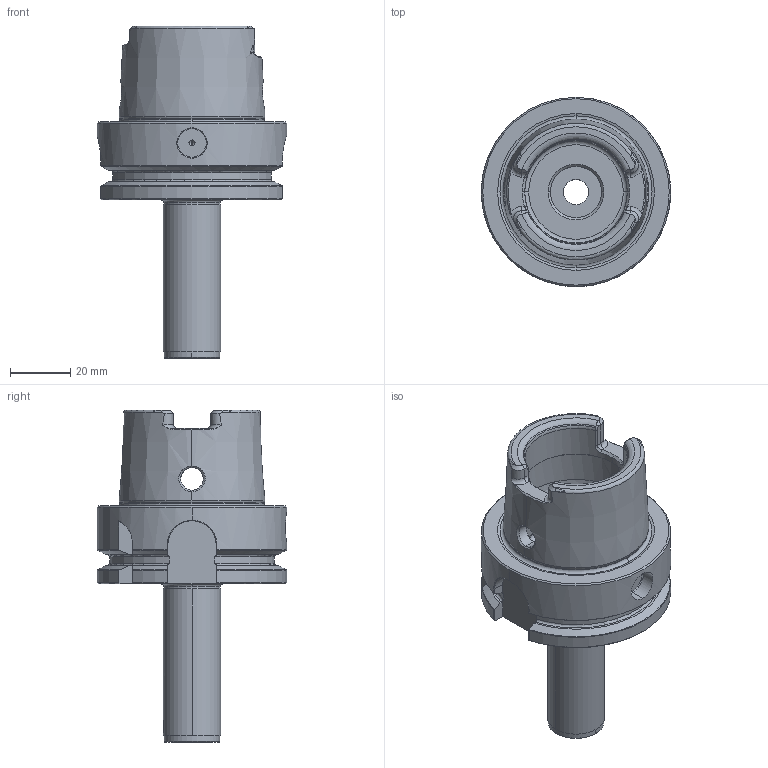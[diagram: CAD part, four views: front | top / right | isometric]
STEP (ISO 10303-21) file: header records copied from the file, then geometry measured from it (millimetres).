
FILE_DESCRIPTION(('no description'),'unknown implementation level');
FILE_NAME('3D0D8924-5CE3-4CFF-9D31-B503A8C76A50_export.stp',' ',('CIMSOURCE GmbH'),('CADClick - KiM GmbH - www.kimweb.de'),'unknown preprocess','ACIS','unknown authorization');
FILE_SCHEMA(('automotive_design'));
Length unit declared in the file: millimetre
Products named in the file (2): 324.312F Kaiser HSK-A63xCK1x80|690.431 Kaiser ETL M4 X 5 CK1;Schnitt-Linear austragen1; 324.312F Kaiser HSK-A63xCK1x80|324.312F Kaiser HSK-A63xCK1x80;Schnitt-Rotation3
Bounding box: 62.94 x 62.94 x 110.4 mm (x, y, z)
Volume: 92276.3 mm3; surface area: 26736.6 mm2
Topology: 2 solids, 2 shells, 280 faces, 722 edges, 443 vertices
Faces by surface type: cone 88, plane 82, cylinder 59, torus 32, bspline 19
Entity records: 20123 total; most frequent: CARTESIAN_POINT 5565, STYLED_ITEM 1443, PRESENTATION_STYLE_ASSIGNMENT 1443, COLOUR_RGB 1443, ORIENTED_EDGE 1436, DIRECTION 1286, EDGE_CURVE 718, CURVE_STYLE 718
